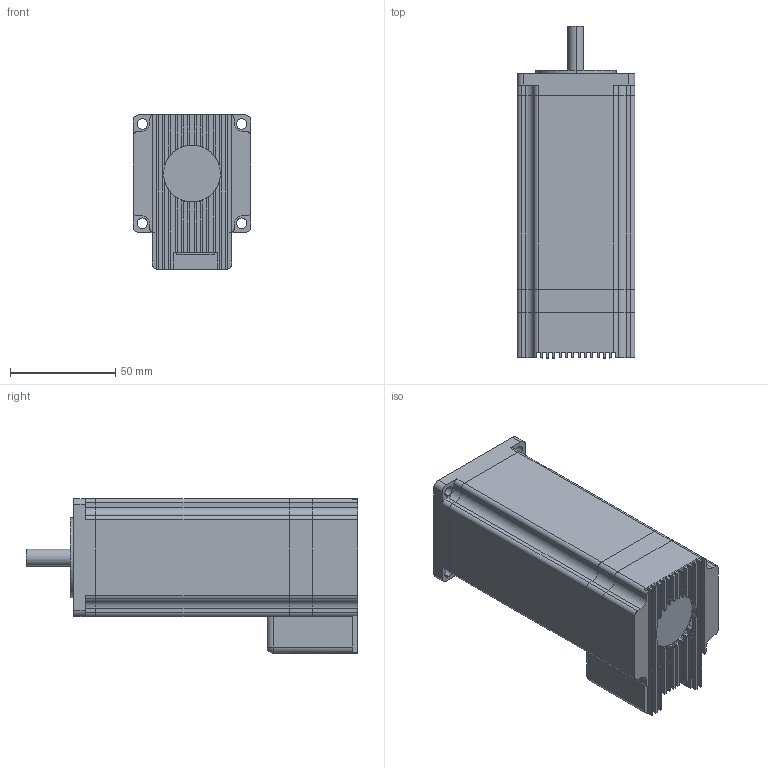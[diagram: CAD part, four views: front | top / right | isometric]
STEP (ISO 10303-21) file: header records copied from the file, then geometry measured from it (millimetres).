
FILE_DESCRIPTION (( 'STEP AP214' ), '1' );
FILE_NAME ('57HS11242D8EI.STEP', '2022-12-20T03:18:31', ( 'Windows User' ), ( 'P R C' ), 'SwSTEP 2.0', 'SolidWorks 2021', '' );
FILE_SCHEMA (( 'AUTOMOTIVE_DESIGN' ));
Length unit declared in the file: millimetre
Products named in the file (5): 57步进后端盖无出线; 57HS11242D8EI; 57步进上端盖含20厘米D8轴; 57祭輛儂旯; 一体机驱动
Assembly tree (4 placements, depth 2):
  57HS11242D8EI
    57祭輛儂旯
    一体机驱动
    57步进后端盖无出线
    57步进上端盖含20厘米D8轴
Bounding box: 56 x 157.7 x 73.5 mm (x, y, z)
Volume: 145568.6 mm3; surface area: 83967.7 mm2
Topology: 4 solids, 4 shells, 294 faces, 813 edges, 538 vertices
Faces by surface type: plane 206, cylinder 86, sphere 2
Entity records: 9704 total; most frequent: CARTESIAN_POINT 1650, DIRECTION 1627, ORIENTED_EDGE 1622, EDGE_CURVE 811, LINE 597, VECTOR 597, VERTEX_POINT 538, AXIS2_PLACEMENT_3D 515
